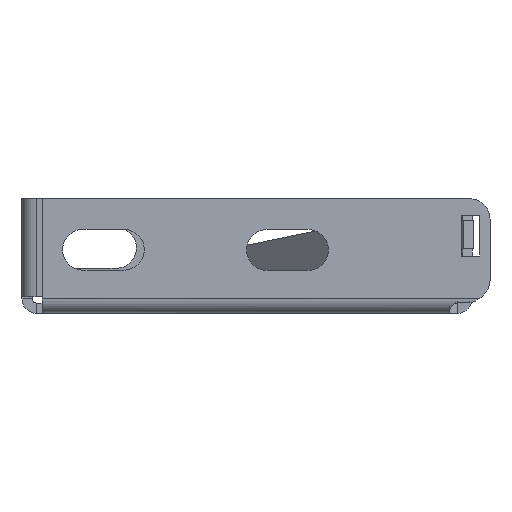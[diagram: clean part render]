
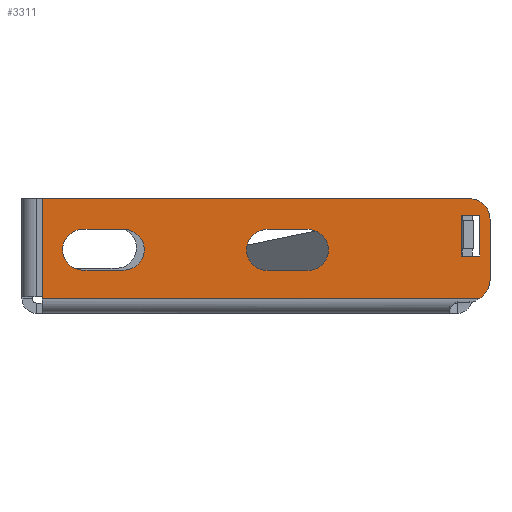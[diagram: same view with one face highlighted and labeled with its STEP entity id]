
A CAD part, left-side view. The second image highlights one B-rep face of the part: STEP entity #3311.
In plain terms, the highlighted planar face has unit normal (-1, 0, 0).
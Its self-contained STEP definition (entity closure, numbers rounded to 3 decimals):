
#23=FACE_BOUND('',#585,.T.);
#24=FACE_BOUND('',#586,.T.);
#25=FACE_BOUND('',#587,.T.);
#77=CIRCLE('',#3527,5.);
#78=CIRCLE('',#3528,5.);
#79=CIRCLE('',#3529,5.);
#80=CIRCLE('',#3530,5.);
#81=CIRCLE('',#3531,5.);
#82=CIRCLE('',#3532,5.);
#209=PLANE('',#3526);
#400=FACE_OUTER_BOUND('',#584,.T.);
#584=EDGE_LOOP('',(#2483,#2484,#2485,#2486,#2487,#2488));
#585=EDGE_LOOP('',(#2489,#2490,#2491,#2492));
#586=EDGE_LOOP('',(#2493,#2494,#2495,#2496));
#587=EDGE_LOOP('',(#2497,#2498,#2499,#2500));
#799=LINE('',#5634,#1147);
#829=LINE('',#5715,#1177);
#830=LINE('',#5719,#1178);
#831=LINE('',#5720,#1179);
#832=LINE('',#5725,#1180);
#833=LINE('',#5728,#1181);
#834=LINE('',#5733,#1182);
#835=LINE('',#5736,#1183);
#836=LINE('',#5739,#1184);
#837=LINE('',#5741,#1185);
#838=LINE('',#5743,#1186);
#839=LINE('',#5744,#1187);
#1147=VECTOR('',#3881,10.);
#1177=VECTOR('',#3975,10.);
#1178=VECTOR('',#3978,10.);
#1179=VECTOR('',#3979,10.);
#1180=VECTOR('',#3982,10.);
#1181=VECTOR('',#3985,10.);
#1182=VECTOR('',#3988,10.);
#1183=VECTOR('',#3991,10.);
#1184=VECTOR('',#3992,10.);
#1185=VECTOR('',#3993,10.);
#1186=VECTOR('',#3994,10.);
#1187=VECTOR('',#3995,10.);
#1502=VERTEX_POINT('',#5394);
#1506=VERTEX_POINT('',#5418);
#1530=VERTEX_POINT('',#5712);
#1531=VERTEX_POINT('',#5714);
#1532=VERTEX_POINT('',#5716);
#1533=VERTEX_POINT('',#5718);
#1534=VERTEX_POINT('',#5721);
#1535=VERTEX_POINT('',#5722);
#1536=VERTEX_POINT('',#5724);
#1537=VERTEX_POINT('',#5726);
#1538=VERTEX_POINT('',#5729);
#1539=VERTEX_POINT('',#5730);
#1540=VERTEX_POINT('',#5732);
#1541=VERTEX_POINT('',#5734);
#1542=VERTEX_POINT('',#5737);
#1543=VERTEX_POINT('',#5738);
#1544=VERTEX_POINT('',#5740);
#1545=VERTEX_POINT('',#5742);
#1852=EDGE_CURVE('',#1506,#1502,#799,.T.);
#1891=EDGE_CURVE('',#1530,#1502,#77,.T.);
#1892=EDGE_CURVE('',#1531,#1530,#829,.T.);
#1893=EDGE_CURVE('',#1532,#1531,#78,.T.);
#1894=EDGE_CURVE('',#1533,#1532,#830,.T.);
#1895=EDGE_CURVE('',#1506,#1533,#831,.T.);
#1896=EDGE_CURVE('',#1534,#1535,#79,.T.);
#1897=EDGE_CURVE('',#1535,#1536,#832,.T.);
#1898=EDGE_CURVE('',#1536,#1537,#80,.T.);
#1899=EDGE_CURVE('',#1537,#1534,#833,.T.);
#1900=EDGE_CURVE('',#1538,#1539,#81,.T.);
#1901=EDGE_CURVE('',#1539,#1540,#834,.T.);
#1902=EDGE_CURVE('',#1540,#1541,#82,.T.);
#1903=EDGE_CURVE('',#1541,#1538,#835,.T.);
#1904=EDGE_CURVE('',#1542,#1543,#836,.T.);
#1905=EDGE_CURVE('',#1543,#1544,#837,.T.);
#1906=EDGE_CURVE('',#1544,#1545,#838,.T.);
#1907=EDGE_CURVE('',#1545,#1542,#839,.T.);
#2483=ORIENTED_EDGE('',*,*,#1852,.T.);
#2484=ORIENTED_EDGE('',*,*,#1891,.F.);
#2485=ORIENTED_EDGE('',*,*,#1892,.F.);
#2486=ORIENTED_EDGE('',*,*,#1893,.F.);
#2487=ORIENTED_EDGE('',*,*,#1894,.F.);
#2488=ORIENTED_EDGE('',*,*,#1895,.F.);
#2489=ORIENTED_EDGE('',*,*,#1896,.T.);
#2490=ORIENTED_EDGE('',*,*,#1897,.T.);
#2491=ORIENTED_EDGE('',*,*,#1898,.T.);
#2492=ORIENTED_EDGE('',*,*,#1899,.T.);
#2493=ORIENTED_EDGE('',*,*,#1900,.T.);
#2494=ORIENTED_EDGE('',*,*,#1901,.T.);
#2495=ORIENTED_EDGE('',*,*,#1902,.T.);
#2496=ORIENTED_EDGE('',*,*,#1903,.T.);
#2497=ORIENTED_EDGE('',*,*,#1904,.T.);
#2498=ORIENTED_EDGE('',*,*,#1905,.T.);
#2499=ORIENTED_EDGE('',*,*,#1906,.T.);
#2500=ORIENTED_EDGE('',*,*,#1907,.T.);
#3311=ADVANCED_FACE('',(#400,#23,#24,#25),#209,.F.);
#3526=AXIS2_PLACEMENT_3D('',#5711,#3971,#3972);
#3527=AXIS2_PLACEMENT_3D('',#5713,#3973,#3974);
#3528=AXIS2_PLACEMENT_3D('',#5717,#3976,#3977);
#3529=AXIS2_PLACEMENT_3D('',#5723,#3980,#3981);
#3530=AXIS2_PLACEMENT_3D('',#5727,#3983,#3984);
#3531=AXIS2_PLACEMENT_3D('',#5731,#3986,#3987);
#3532=AXIS2_PLACEMENT_3D('',#5735,#3989,#3990);
#3881=DIRECTION('',(0.,-1.,0.));
#3971=DIRECTION('center_axis',(1.,0.,0.));
#3972=DIRECTION('ref_axis',(0.,0.,
-1.));
#3973=DIRECTION('center_axis',(1.,0.,0.));
#3974=DIRECTION('ref_axis',(0.,-1.,0.));
#3975=DIRECTION('',(0.,0.,-1.));
#3976=DIRECTION('center_axis',(1.,0.,0.));
#3977=DIRECTION('ref_axis',(0.,0.,1.));
#3978=DIRECTION('',(0.,-1.,0.));
#3979=DIRECTION('',(0.,0.,1.));
#3980=DIRECTION('center_axis',(1.,0.,0.));
#3981=DIRECTION('ref_axis',(0.,0.,
-1.));
#3982=DIRECTION('',(0.,-1.,0.));
#3983=DIRECTION('center_axis',(1.,0.,0.));
#3984=DIRECTION('ref_axis',(0.,0.,1.));
#3985=DIRECTION('',(0.,1.,0.));
#3986=DIRECTION('center_axis',(1.,0.,0.));
#3987=DIRECTION('ref_axis',(0.,0.,
-1.));
#3988=DIRECTION('',(0.,-1.,0.));
#3989=DIRECTION('center_axis',(1.,0.,0.));
#3990=DIRECTION('ref_axis',(0.,0.,1.));
#3991=DIRECTION('',(0.,1.,0.));
#3992=DIRECTION('',(0.,1.,0.));
#3993=DIRECTION('',(0.,0.,1.));
#3994=DIRECTION('',(0.,-1.,0.));
#3995=DIRECTION('',(0.,0.,-1.));
#5394=CARTESIAN_POINT('',(26.535,-137.701,3.5));
#5418=CARTESIAN_POINT('',(26.535,-31.021,3.5));
#5634=CARTESIAN_POINT('',(26.535,-45.083,3.5));
#5711=CARTESIAN_POINT('Origin',(26.535,-59.146,-259.887));
#5712=CARTESIAN_POINT('',(26.535,-140.521,8.));
#5713=CARTESIAN_POINT('Origin',(26.535,-135.521,8.));
#5714=CARTESIAN_POINT('',(26.535,-140.521,23.));
#5715=CARTESIAN_POINT('',(26.535,-140.521,23.));
#5716=CARTESIAN_POINT('',(26.535,-135.521,28.));
#5717=CARTESIAN_POINT('Origin',(26.535,-135.521,23.));
#5718=CARTESIAN_POINT('',(26.535,-31.021,28.));
#5719=CARTESIAN_POINT('',(26.535,-31.021,28.));
#5720=CARTESIAN_POINT('',(26.535,-31.021,-6.));
#5721=CARTESIAN_POINT('',(26.535,-86.021,10.5));
#5722=CARTESIAN_POINT('',(26.535,-86.021,20.5));
#5723=CARTESIAN_POINT('Origin',(26.535,-86.021,15.5));
#5724=CARTESIAN_POINT('',(26.535,-96.021,20.5));
#5725=CARTESIAN_POINT('',(26.535,-77.584,20.5));
#5726=CARTESIAN_POINT('',(26.535,-96.021,10.5));
#5727=CARTESIAN_POINT('Origin',(26.535,-96.021,15.5));
#5728=CARTESIAN_POINT('',(26.535,-72.584,10.5));
#5729=CARTESIAN_POINT('',(26.535,-41.015,10.534));
#5730=CARTESIAN_POINT('',(26.535,-41.015,20.534));
#5731=CARTESIAN_POINT('Origin',(26.535,-41.015,15.534));
#5732=CARTESIAN_POINT('',(26.535,-51.015,20.534));
#5733=CARTESIAN_POINT('',(26.535,-55.08,20.534));
#5734=CARTESIAN_POINT('',(26.535,-51.015,10.534));
#5735=CARTESIAN_POINT('Origin',(26.535,-51.015,15.534));
#5736=CARTESIAN_POINT('',(26.535,-50.08,10.534));
#5737=CARTESIAN_POINT('',(26.535,-138.021,14.));
#5738=CARTESIAN_POINT('',(26.535,-133.521,14.));
#5739=CARTESIAN_POINT('',(26.535,-96.333,14.));
#5740=CARTESIAN_POINT('',(26.535,-133.521,24.));
#5741=CARTESIAN_POINT('',(26.535,-133.521,-117.943));
#5742=CARTESIAN_POINT('',(26.535,-138.021,24.));
#5743=CARTESIAN_POINT('',(26.535,-98.583,24.));
#5744=CARTESIAN_POINT('',(26.535,-138.021,-122.943));
